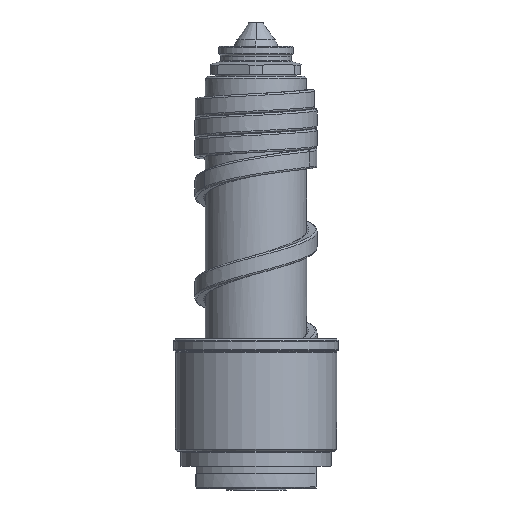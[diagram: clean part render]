
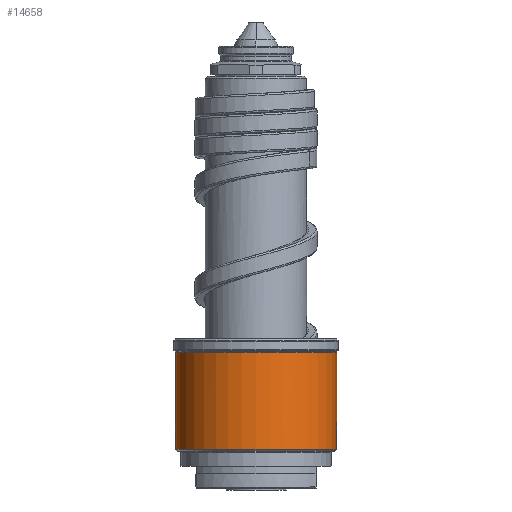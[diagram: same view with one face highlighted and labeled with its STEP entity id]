
A CAD part, front view. The second image highlights one B-rep face of the part: STEP entity #14658.
In plain terms, the highlighted cylindrical face has radius 21.5 mm (diameter 43 mm), a partial arc.
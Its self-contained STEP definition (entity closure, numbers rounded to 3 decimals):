
#3895=DIRECTION('',(0.,0.,1.));
#3896=VECTOR('',#3895,25.834);
#3897=CARTESIAN_POINT('',(21.5,0.,10.583));
#3898=LINE('',#3897,#3896);
#3932=CARTESIAN_POINT('',(0.,0.,10.583));
#3933=DIRECTION('',(0.,0.,1.));
#3934=DIRECTION('',(-1.,0.,0.));
#3935=AXIS2_PLACEMENT_3D('',#3932,#3933,#3934);
#5308=DIRECTION('',(0.,0.,1.));
#5309=VECTOR('',#5308,25.834);
#5310=CARTESIAN_POINT('',(-21.5,0.,10.583));
#5311=LINE('',#5310,#5309);
#5312=CARTESIAN_POINT('',(0.,0.,36.417));
#5313=DIRECTION('',(0.,0.,-1.));
#5314=DIRECTION('',(1.,0.,0.));
#5315=AXIS2_PLACEMENT_3D('',#5312,#5313,#5314);
#5317=CARTESIAN_POINT('',(0.,0.,36.417));
#5318=DIRECTION('',(0.,0.,-1.));
#5319=DIRECTION('',(1.,-0.007,0.));
#5320=AXIS2_PLACEMENT_3D('',#5317,#5318,#5319);
#6052=CARTESIAN_POINT('',(21.499,-0.152,
36.417));
#6053=CARTESIAN_POINT('',(-21.5,0.,36.417));
#6054=VERTEX_POINT('',#6052);
#6055=VERTEX_POINT('',#6053);
#6056=CARTESIAN_POINT('',(21.5,0.,36.417));
#6057=VERTEX_POINT('',#6056);
#6058=CARTESIAN_POINT('',(-21.5,0.,10.583));
#6059=CARTESIAN_POINT('',(21.5,0.,10.583));
#6060=VERTEX_POINT('',#6058);
#6061=VERTEX_POINT('',#6059);
#14644=CARTESIAN_POINT('',(0.,0.,8.5));
#14645=DIRECTION('',(0.,0.,1.));
#14646=DIRECTION('',(-1.,0.,0.));
#14647=AXIS2_PLACEMENT_3D('',#14644,#14645,#14646);
#14648=CYLINDRICAL_SURFACE('',#14647,21.5);
#14649=ORIENTED_EDGE('',*,*,#12851,.F.);
#14650=ORIENTED_EDGE('',*,*,#12826,.T.);
#14652=ORIENTED_EDGE('',*,*,#14651,.F.);
#14654=ORIENTED_EDGE('',*,*,#14653,.F.);
#14655=ORIENTED_EDGE('',*,*,#12820,.F.);
#14656=EDGE_LOOP('',(#14649,#14650,#14652,#14654,#14655));
#14657=FACE_OUTER_BOUND('',#14656,.F.);
#3936=CIRCLE('',#3935,21.5);
#5316=CIRCLE('',#5315,21.5);
#5321=CIRCLE('',#5320,21.5);
#12820=EDGE_CURVE('',#6061,#6057,#3898,.T.);
#12826=EDGE_CURVE('',#6060,#6055,#5311,.T.);
#12851=EDGE_CURVE('',#6060,#6061,#3936,.T.);
#14651=EDGE_CURVE('',#6054,#6055,#5321,.T.);
#14653=EDGE_CURVE('',#6057,#6054,#5316,.T.);
#14658=ADVANCED_FACE('',(#14657),#14648,.T.);
